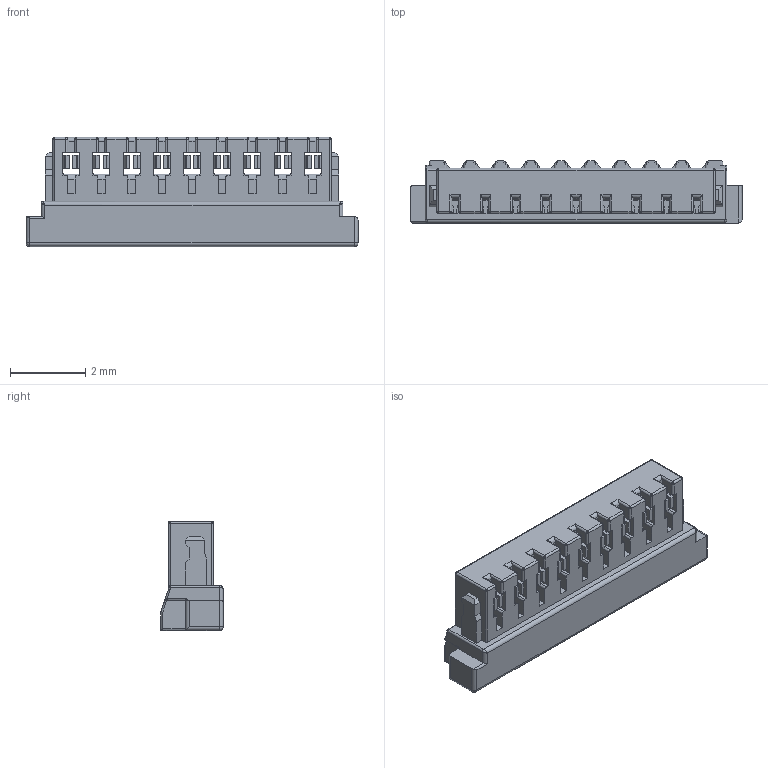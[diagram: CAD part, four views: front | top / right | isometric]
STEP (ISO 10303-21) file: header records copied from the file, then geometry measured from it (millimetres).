
FILE_DESCRIPTION(('CoCreate Modeling STEP Export'),'2;1');
FILE_NAME('WB0813H-09E.stp','2021-09-09T14:17:51',(''),(''),'CoCreate Modeling STEP processor for AP214 (Solid Model)','CoCreate Modeling 16.00 13-May-2008 (C) Parametric Technology GmbH','');
FILE_SCHEMA(('AUTOMOTIVE_DESIGN { 1 0 10303 214 1 1 1 1 }'));
Length unit declared in the file: millimetre
Products named in the file (2): WB0813H-09XXXE
Assembly tree (1 placements, depth 2):
  WB0813H-09XXXE
    WB0813H-09XXXE
Bounding box: 8.8 x 1.65 x 2.9 mm (x, y, z)
Volume: 21 mm3; surface area: 156.4 mm2
Topology: 1 solids, 1 shells, 1656 faces, 4778 edges, 3030 vertices
Faces by surface type: plane 1083, cylinder 515, sphere 54, bspline 2, torus 2
Entity records: 53631 total; most frequent: CARTESIAN_POINT 9803, ORIENTED_EDGE 9548, DIRECTION 8726, EDGE_CURVE 4774, VECTOR 3590, LINE 3590, VERTEX_POINT 3030, AXIS2_PLACEMENT_3D 2568
